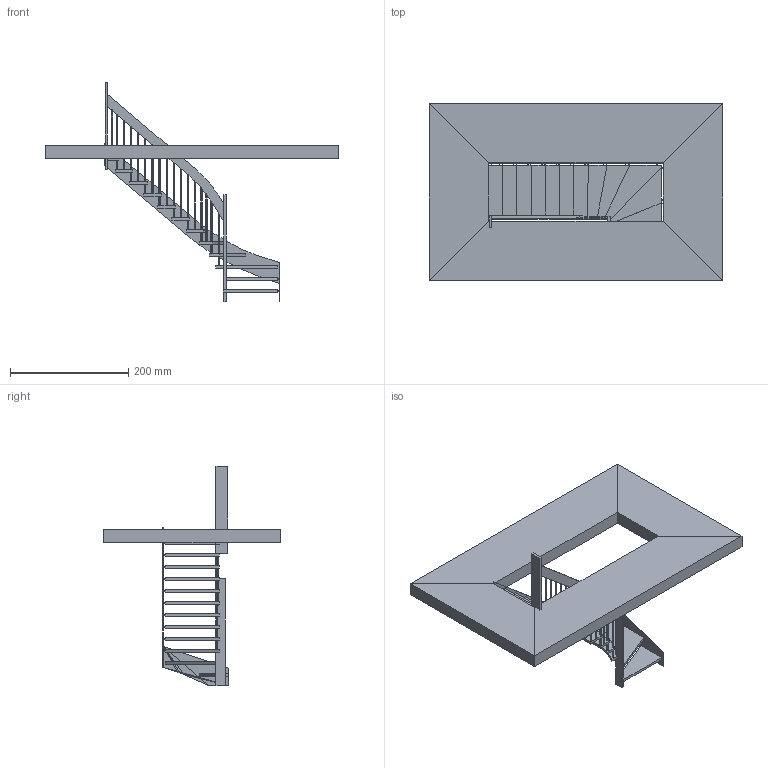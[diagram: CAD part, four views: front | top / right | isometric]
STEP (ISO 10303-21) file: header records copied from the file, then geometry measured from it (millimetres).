
FILE_DESCRIPTION(('STEP AP214'),'1');
FILE_NAME('tmp0.step','2019-07-24T04:47:54',(' '),(' '),'Spatial InterOp 3D',' ',' ');
FILE_SCHEMA(('automotive_design'));
Length unit declared in the file: millimetre
Products named in the file (71): 1; 2; 3; 4; 5; 6; 7; 8; 9; 10; 11; 12; 13; 14; 15; 16; 17; 18; 19; 20; 21; 22; 23; 24; 25; 26; 27; 28; 29; 30; 31; 32; 33; 34; 35; 36; 37; 38; 39; 40 ...
Bounding box: 496 x 298.5 x 370.8 mm (x, y, z)
Volume: 2876762.7 mm3; surface area: 463618.2 mm2
Topology: 71 solids, 71 shells, 1093 faces, 2685 edges, 1734 vertices
Faces by surface type: plane 1093
Entity records: 41719 total; most frequent: CARTESIAN_POINT 5583, ORIENTED_EDGE 5370, DIRECTION 5013, EDGE_CURVE 2685, LINE 2685, VECTOR 2685, VERTEX_POINT 1734, STYLED_ITEM 1164
